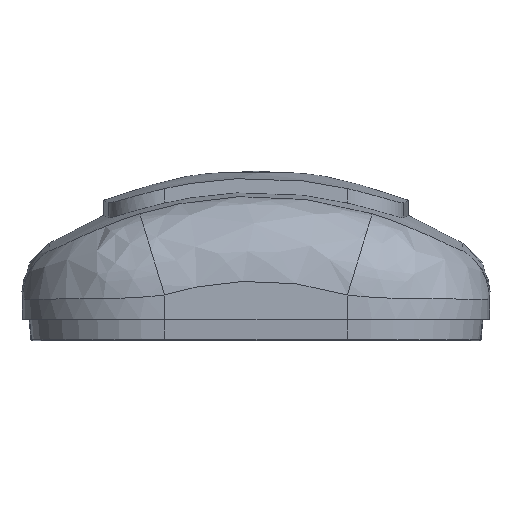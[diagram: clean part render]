
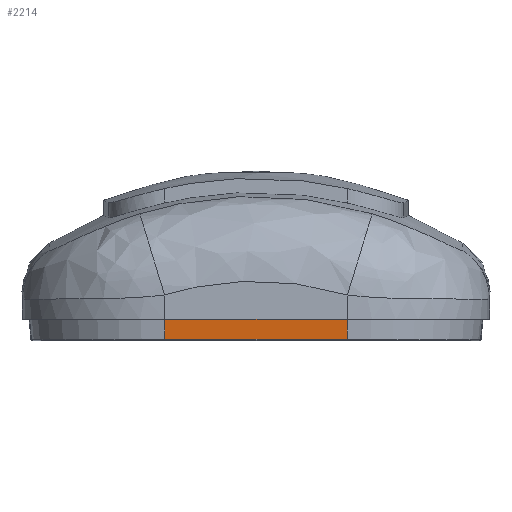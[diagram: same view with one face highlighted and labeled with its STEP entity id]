
A CAD part, front view. The second image highlights one B-rep face of the part: STEP entity #2214.
In plain terms, the highlighted planar face has unit normal (0, -0.996, -0.087).
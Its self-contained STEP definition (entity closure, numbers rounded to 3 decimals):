
#74 = CYLINDRICAL_SURFACE('',#75,0.2);
#75 = AXIS2_PLACEMENT_3D('',#76,#77,#78);
#76 = CARTESIAN_POINT('',(-12.9,-50.054,0.2
    ));
#77 = DIRECTION('',(-1.,0.,0.));
#78 = DIRECTION('',(0.,0.,-1.));
#750 = VERTEX_POINT('',#751);
#751 = CARTESIAN_POINT('',(-12.9,-50.254,
    0.183));
#825 = CONICAL_SURFACE('',#826,18.738,0.087);
#826 = AXIS2_PLACEMENT_3D('',#827,#828,#829);
#827 = CARTESIAN_POINT('',(-12.9,-31.5,0.));
#828 = DIRECTION('',(0.,0.,1.));
#829 = DIRECTION('',(1.,0.,0.));
#913 = EDGE_CURVE('',#750,#914,#916,.T.);
#914 = VERTEX_POINT('',#915);
#915 = CARTESIAN_POINT('',(12.9,-50.254,
    0.183));
#916 = SURFACE_CURVE('',#917,(#921,#947),.PCURVE_S2.);
#917 = LINE('',#918,#919);
#918 = CARTESIAN_POINT('',(-12.9,-50.254,
    0.183));
#919 = VECTOR('',#920,1.);
#920 = DIRECTION('',(1.,0.,0.));
#921 = PCURVE('',#74,#922);
#922 = DEFINITIONAL_REPRESENTATION('',(#923),#946);
#923 = B_SPLINE_CURVE_WITH_KNOTS('',3,(#924,#925,#926,#927,#928,#929,
    #930,#931,#932,#933,#934,#935,#936,#937,#938,#939,#940,#941,#942,
    #943,#944,#945),.UNSPECIFIED.,.F.,.F.,(4,1,1,1,1,1,1,1,1,1,1,1,1,1,1
    ,1,1,1,1,4),(0.,1.358,2.716,4.074,
    5.432,6.79,8.148,9.506,
    10.863,12.221,13.579,14.937,
    16.295,17.653,19.011,20.369,
    21.727,23.085,24.443,25.801),
  .UNSPECIFIED.);
#924 = CARTESIAN_POINT('',(1.484,0.));
#925 = CARTESIAN_POINT('',(1.484,-0.453));
#926 = CARTESIAN_POINT('',(1.484,-1.358));
#927 = CARTESIAN_POINT('',(1.484,-2.716));
#928 = CARTESIAN_POINT('',(1.484,-4.074));
#929 = CARTESIAN_POINT('',(1.484,-5.432));
#930 = CARTESIAN_POINT('',(1.484,-6.79));
#931 = CARTESIAN_POINT('',(1.484,-8.148));
#932 = CARTESIAN_POINT('',(1.484,-9.506));
#933 = CARTESIAN_POINT('',(1.484,-10.863));
#934 = CARTESIAN_POINT('',(1.484,-12.221));
#935 = CARTESIAN_POINT('',(1.484,-13.579));
#936 = CARTESIAN_POINT('',(1.484,-14.937));
#937 = CARTESIAN_POINT('',(1.484,-16.295));
#938 = CARTESIAN_POINT('',(1.484,-17.653));
#939 = CARTESIAN_POINT('',(1.484,-19.011));
#940 = CARTESIAN_POINT('',(1.484,-20.369));
#941 = CARTESIAN_POINT('',(1.484,-21.727));
#942 = CARTESIAN_POINT('',(1.484,-23.085));
#943 = CARTESIAN_POINT('',(1.484,-24.443));
#944 = CARTESIAN_POINT('',(1.484,-25.348));
#945 = CARTESIAN_POINT('',(1.484,-25.801));
#946 = ( GEOMETRIC_REPRESENTATION_CONTEXT(2) 
PARAMETRIC_REPRESENTATION_CONTEXT() REPRESENTATION_CONTEXT('2D SPACE',''
  ) );
#947 = PCURVE('',#948,#953);
#948 = PLANE('',#949);
#949 = AXIS2_PLACEMENT_3D('',#950,#951,#952);
#950 = CARTESIAN_POINT('',(-12.9,-50.239,
    0.011));
#951 = DIRECTION('',(0.,0.996,0.087));
#952 = DIRECTION('',(1.,0.,0.));
#953 = DEFINITIONAL_REPRESENTATION('',(#954),#958);
#954 = LINE('',#955,#956);
#955 = CARTESIAN_POINT('',(0.,-0.172));
#956 = VECTOR('',#957,1.);
#957 = DIRECTION('',(1.,0.));
#958 = ( GEOMETRIC_REPRESENTATION_CONTEXT(2) 
PARAMETRIC_REPRESENTATION_CONTEXT() REPRESENTATION_CONTEXT('2D SPACE',''
  ) );
#1156 = CONICAL_SURFACE('',#1157,18.738,0.087);
#1157 = AXIS2_PLACEMENT_3D('',#1158,#1159,#1160);
#1158 = CARTESIAN_POINT('',(12.9,-31.5,0.));
#1159 = DIRECTION('',(0.,0.,1.));
#1160 = DIRECTION('',(1.,0.,0.));
#2053 = VERTEX_POINT('',#2054);
#2054 = CARTESIAN_POINT('',(-12.9,-50.5,3.));
#2088 = PLANE('',#2089);
#2089 = AXIS2_PLACEMENT_3D('',#2090,#2091,#2092);
#2090 = CARTESIAN_POINT('',(0.,0.,3.));
#2091 = DIRECTION('',(0.,0.,1.));
#2092 = DIRECTION('',(1.,0.,0.));
#2124 = EDGE_CURVE('',#750,#2053,#2125,.T.);
#2125 = SURFACE_CURVE('',#2126,(#2130,#2136),.PCURVE_S2.);
#2126 = LINE('',#2127,#2128);
#2127 = CARTESIAN_POINT('',(-12.9,-50.239,
    0.011));
#2128 = VECTOR('',#2129,1.);
#2129 = DIRECTION('',(0.,-0.087,0.996));
#2130 = PCURVE('',#825,#2131);
#2131 = DEFINITIONAL_REPRESENTATION('',(#2132),#2135);
#2132 = B_SPLINE_CURVE_WITH_KNOTS('',1,(#2133,#2134),.UNSPECIFIED.,.F.,
  .F.,(2,2),(-0.011,3.),.PIECEWISE_BEZIER_KNOTS.);
#2133 = CARTESIAN_POINT('',(4.712,0.));
#2134 = CARTESIAN_POINT('',(4.712,3.));
#2135 = ( GEOMETRIC_REPRESENTATION_CONTEXT(2) 
PARAMETRIC_REPRESENTATION_CONTEXT() REPRESENTATION_CONTEXT('2D SPACE',''
  ) );
#2136 = PCURVE('',#948,#2137);
#2137 = DEFINITIONAL_REPRESENTATION('',(#2138),#2142);
#2138 = LINE('',#2139,#2140);
#2139 = CARTESIAN_POINT('',(0.,0.));
#2140 = VECTOR('',#2141,1.);
#2141 = DIRECTION('',(0.,-1.));
#2142 = ( GEOMETRIC_REPRESENTATION_CONTEXT(2) 
PARAMETRIC_REPRESENTATION_CONTEXT() REPRESENTATION_CONTEXT('2D SPACE',''
  ) );
#2214 = ADVANCED_FACE('',(#2215),#948,.F.);
#2215 = FACE_BOUND('',#2216,.F.);
#2216 = EDGE_LOOP('',(#2217,#2218,#2241,#2261));
#2217 = ORIENTED_EDGE('',*,*,#2124,.T.);
#2218 = ORIENTED_EDGE('',*,*,#2219,.T.);
#2219 = EDGE_CURVE('',#2053,#2220,#2222,.T.);
#2220 = VERTEX_POINT('',#2221);
#2221 = CARTESIAN_POINT('',(12.9,-50.5,3.));
#2222 = SURFACE_CURVE('',#2223,(#2227,#2234),.PCURVE_S2.);
#2223 = LINE('',#2224,#2225);
#2224 = CARTESIAN_POINT('',(-6.45,-50.5,3.));
#2225 = VECTOR('',#2226,1.);
#2226 = DIRECTION('',(1.,0.,0.));
#2227 = PCURVE('',#948,#2228);
#2228 = DEFINITIONAL_REPRESENTATION('',(#2229),#2233);
#2229 = LINE('',#2230,#2231);
#2230 = CARTESIAN_POINT('',(6.45,-3.));
#2231 = VECTOR('',#2232,1.);
#2232 = DIRECTION('',(1.,0.));
#2233 = ( GEOMETRIC_REPRESENTATION_CONTEXT(2) 
PARAMETRIC_REPRESENTATION_CONTEXT() REPRESENTATION_CONTEXT('2D SPACE',''
  ) );
#2234 = PCURVE('',#2088,#2235);
#2235 = DEFINITIONAL_REPRESENTATION('',(#2236),#2240);
#2236 = LINE('',#2237,#2238);
#2237 = CARTESIAN_POINT('',(-6.45,-50.5));
#2238 = VECTOR('',#2239,1.);
#2239 = DIRECTION('',(1.,0.));
#2240 = ( GEOMETRIC_REPRESENTATION_CONTEXT(2) 
PARAMETRIC_REPRESENTATION_CONTEXT() REPRESENTATION_CONTEXT('2D SPACE',''
  ) );
#2241 = ORIENTED_EDGE('',*,*,#2242,.F.);
#2242 = EDGE_CURVE('',#914,#2220,#2243,.T.);
#2243 = SURFACE_CURVE('',#2244,(#2248,#2255),.PCURVE_S2.);
#2244 = LINE('',#2245,#2246);
#2245 = CARTESIAN_POINT('',(12.9,-50.5,3.));
#2246 = VECTOR('',#2247,1.);
#2247 = DIRECTION('',(0.,-0.087,
    0.996));
#2248 = PCURVE('',#948,#2249);
#2249 = DEFINITIONAL_REPRESENTATION('',(#2250),#2254);
#2250 = LINE('',#2251,#2252);
#2251 = CARTESIAN_POINT('',(25.801,-3.));
#2252 = VECTOR('',#2253,1.);
#2253 = DIRECTION('',(0.,-1.));
#2254 = ( GEOMETRIC_REPRESENTATION_CONTEXT(2) 
PARAMETRIC_REPRESENTATION_CONTEXT() REPRESENTATION_CONTEXT('2D SPACE',''
  ) );
#2255 = PCURVE('',#1156,#2256);
#2256 = DEFINITIONAL_REPRESENTATION('',(#2257),#2260);
#2257 = B_SPLINE_CURVE_WITH_KNOTS('',1,(#2258,#2259),.UNSPECIFIED.,.F.,
  .F.,(2,2),(-3.011,0.),
  .PIECEWISE_BEZIER_KNOTS.);
#2258 = CARTESIAN_POINT('',(4.712,0.));
#2259 = CARTESIAN_POINT('',(4.712,3.));
#2260 = ( GEOMETRIC_REPRESENTATION_CONTEXT(2) 
PARAMETRIC_REPRESENTATION_CONTEXT() REPRESENTATION_CONTEXT('2D SPACE',''
  ) );
#2261 = ORIENTED_EDGE('',*,*,#913,.F.);
